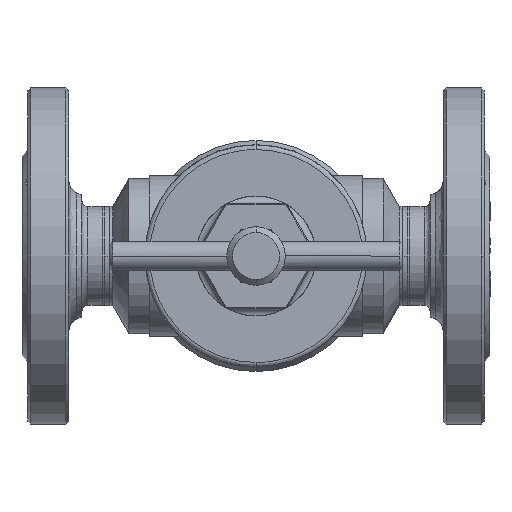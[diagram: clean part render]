
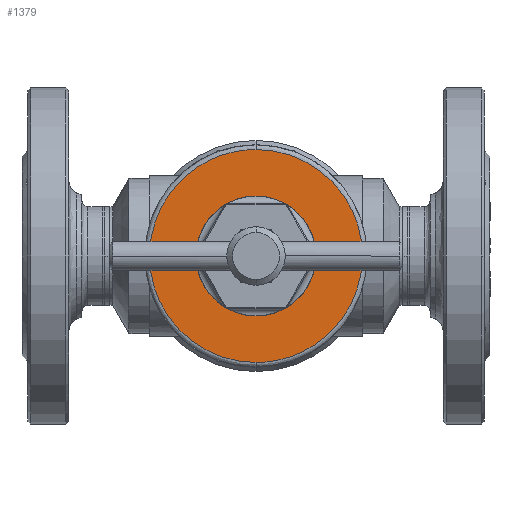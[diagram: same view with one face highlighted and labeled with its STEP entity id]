
A CAD part, front view. The second image highlights one B-rep face of the part: STEP entity #1379.
In plain terms, the highlighted planar face has unit normal (0, -1, 0).
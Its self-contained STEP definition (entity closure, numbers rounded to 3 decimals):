
#1379 = ADVANCED_FACE ( 'NONE', ( #6575, #16220 ), #11827, .F. ) ;
#1476 = ORIENTED_EDGE ( 'NONE', *, *, #19037, .F. ) ;
#1885 = CIRCLE ( 'NONE', #3964, 20.5 ) ;
#1895 = CARTESIAN_POINT ( 'NONE',  ( -72.8, -215.5, -36.4 ) ) ;
#2468 = VERTEX_POINT ( 'NONE', #6537 ) ;
#2612 = CARTESIAN_POINT ( 'NONE',  ( 0., -215.5, -20.5 ) ) ;
#3653 = EDGE_CURVE ( 'NONE', #23113, #10881, #15581, .T. ) ;
#3880 = CARTESIAN_POINT ( 'NONE',  ( 0., -215.5, 36.4 ) ) ;
#3910 = CARTESIAN_POINT ( 'NONE',  ( 72.8, -215.5, -36.4 ) ) ;
#3964 = AXIS2_PLACEMENT_3D ( 'NONE', #6895, #21464, #6818 ) ;
#5752 = CARTESIAN_POINT ( 'NONE',  ( 72.8, -215.5, 36.4 ) ) ;
#6044 = CARTESIAN_POINT ( 'NONE',  ( 0., -215.5, 20.5 ) ) ;
#6537 = CARTESIAN_POINT ( 'NONE',  ( 0., -215.5, -36.4 ) ) ;
#6575 = FACE_OUTER_BOUND ( 'NONE', #6810, .T. ) ;
#6810 = EDGE_LOOP ( 'NONE', ( #1476, #12130 ) ) ;
#6818 = DIRECTION ( 'NONE',  ( 0., 0., -1. ) ) ;
#6895 = CARTESIAN_POINT ( 'NONE',  ( 0., -215.5, 0. ) ) ;
#7511 = CARTESIAN_POINT ( 'NONE',  ( 0., -215.5, 0. ) ) ;
#8097 = EDGE_CURVE ( 'NONE', #10881, #23113, #1885, .T. ) ;
#9081 = CARTESIAN_POINT ( 'NONE',  ( 0., -215.5, -36.4 ) ) ;
#9155 = CARTESIAN_POINT ( 'NONE',  ( -72.8, -215.5, 36.4 ) ) ;
#10314 = ORIENTED_EDGE ( 'NONE', *, *, #8097, .F. ) ;
#10881 = VERTEX_POINT ( 'NONE', #6044 ) ;
#11054 = CARTESIAN_POINT ( 'NONE',  ( 0., -215.5, 36.4 ) ) ;
#11827 = PLANE ( 'NONE',  #13320 ) ;
#12130 = ORIENTED_EDGE ( 'NONE', *, *, #18957, .F. ) ;
#12828 = DIRECTION ( 'NONE',  ( 0., 0., -1. ) ) ;
#13320 = AXIS2_PLACEMENT_3D ( 'NONE', #19048, #20792, #16907 ) ;
#14239 = VERTEX_POINT ( 'NONE', #3880 ) ;
#15581 = CIRCLE ( 'NONE', #21994, 20.5 ) ;
#16220 = FACE_BOUND ( 'NONE', #18886, .T. ) ;
#16907 = DIRECTION ( 'NONE',  ( -1., 0., 0. ) ) ;
#17322 = ORIENTED_EDGE ( 'NONE', *, *, #3653, .F. ) ;
#18886 = EDGE_LOOP ( 'NONE', ( #17322, #10314 ) ) ;
#18957 = EDGE_CURVE ( 'NONE', #14239, #2468, #23226, .T. ) ;
#19037 = EDGE_CURVE ( 'NONE', #2468, #14239, #22796, .T. ) ;
#19048 = CARTESIAN_POINT ( 'NONE',  ( -36.4, -215.5, 0. ) ) ;
#20097 = CARTESIAN_POINT ( 'NONE',  ( 0., -215.5, 36.4 ) ) ;
#20792 = DIRECTION ( 'NONE',  ( 0., 1., 0. ) ) ;
#21464 = DIRECTION ( 'NONE',  ( 0., -1., 0. ) ) ;
#21987 = CARTESIAN_POINT ( 'NONE',  ( 0., -215.5, -36.4 ) ) ;
#21994 = AXIS2_PLACEMENT_3D ( 'NONE', #7511, #22012, #12828 ) ;
#22012 = DIRECTION ( 'NONE',  ( 0., -1., 0. ) ) ;
#22796 =( BOUNDED_CURVE ( )  B_SPLINE_CURVE ( 3, ( #9081, #1895, #9155, #11054 ),
 .UNSPECIFIED., .F., .F. ) 
 B_SPLINE_CURVE_WITH_KNOTS ( ( 4, 4 ),
 ( 0., 1. ),
 .UNSPECIFIED. ) 
 CURVE ( )  GEOMETRIC_REPRESENTATION_ITEM ( )  RATIONAL_B_SPLINE_CURVE ( ( 1., 0.333, 0.333, 1. ) ) 
 REPRESENTATION_ITEM ( '' )  );
#23113 = VERTEX_POINT ( 'NONE', #2612 ) ;
#23226 =( BOUNDED_CURVE ( )  B_SPLINE_CURVE ( 3, ( #20097, #5752, #3910, #21987 ),
 .UNSPECIFIED., .F., .F. ) 
 B_SPLINE_CURVE_WITH_KNOTS ( ( 4, 4 ),
 ( 0., 1. ),
 .UNSPECIFIED. ) 
 CURVE ( )  GEOMETRIC_REPRESENTATION_ITEM ( )  RATIONAL_B_SPLINE_CURVE ( ( 1., 0.333, 0.333, 1. ) ) 
 REPRESENTATION_ITEM ( '' )  );
